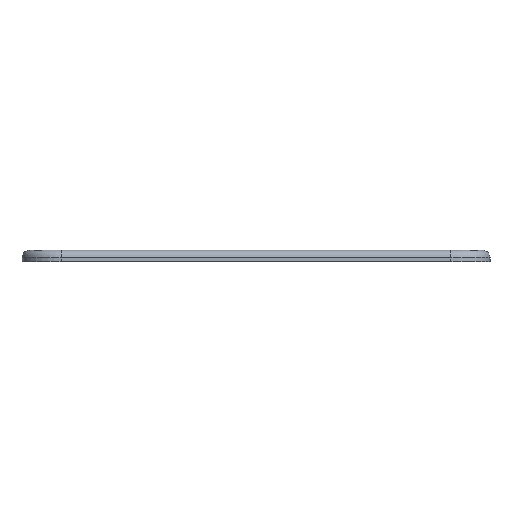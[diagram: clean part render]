
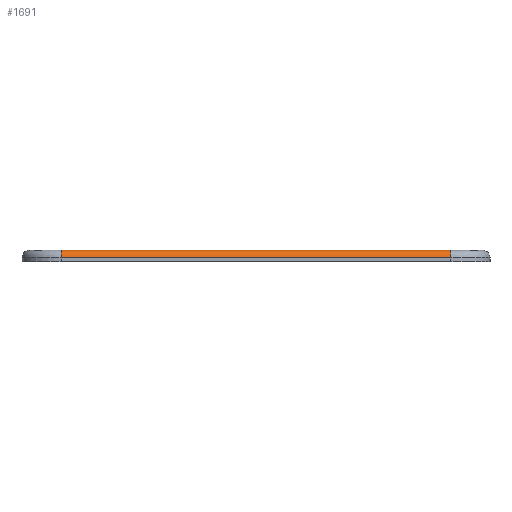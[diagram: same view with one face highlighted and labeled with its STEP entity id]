
A CAD part, front view. The second image highlights one B-rep face of the part: STEP entity #1691.
In plain terms, the highlighted cylindrical face has radius 2 mm (diameter 4 mm), a partial arc.
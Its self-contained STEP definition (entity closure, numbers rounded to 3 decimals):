
#116=LINE('',#2379,#321);
#246=LINE('',#2690,#451);
#321=VECTOR('',#1918,10.);
#451=VECTOR('',#2096,10.);
#526=CYLINDRICAL_SURFACE('',#1804,2.);
#544=FACE_OUTER_BOUND('',#659,.T.);
#659=EDGE_LOOP('',(#1363,#1364,#1365,#1366));
#761=CIRCLE('',#1802,2.);
#762=CIRCLE('',#1805,2.);
#788=VERTEX_POINT('',#2376);
#789=VERTEX_POINT('',#2378);
#929=VERTEX_POINT('',#2683);
#930=VERTEX_POINT('',#2689);
#952=EDGE_CURVE('',#789,#788,#116,.T.);
#1099=EDGE_CURVE('',#929,#788,#761,.T.);
#1101=EDGE_CURVE('',#929,#930,#246,.T.);
#1102=EDGE_CURVE('',#789,#930,#762,.T.);
#1363=ORIENTED_EDGE('',*,*,#1099,.F.);
#1364=ORIENTED_EDGE('',*,*,#1101,.T.);
#1365=ORIENTED_EDGE('',*,*,#1102,.F.);
#1366=ORIENTED_EDGE('',*,*,#952,.T.);
#1691=ADVANCED_FACE('',(#544),#526,.T.);
#1802=AXIS2_PLACEMENT_3D('',#2685,#2089,#2090);
#1804=AXIS2_PLACEMENT_3D('',#2688,#2094,#2095);
#1805=AXIS2_PLACEMENT_3D('',#2691,#2097,#2098);
#1918=DIRECTION('',(-1.,0.,0.));
#2089=DIRECTION('center_axis',(-1.,0.,0.));
#2090=DIRECTION('ref_axis',(0.,-1.,0.));
#2094=DIRECTION('center_axis',(1.,0.,0.));
#2095=DIRECTION('ref_axis',(0.,-0.707,0.707));
#2096=DIRECTION('',(1.,0.,0.));
#2097=DIRECTION('center_axis',(1.,0.,0.));
#2098=DIRECTION('ref_axis',(0.,0.,1.));
#2376=CARTESIAN_POINT('',(-212.864,114.253,16.));
#2378=CARTESIAN_POINT('',(-113.444,114.253,16.));
#2379=CARTESIAN_POINT('',(-193.009,114.253,16.));
#2683=CARTESIAN_POINT('',(-212.864,112.253,14.));
#2685=CARTESIAN_POINT('Origin',(-212.864,114.253,14.));
#2688=CARTESIAN_POINT('Origin',(-193.009,114.253,14.));
#2689=CARTESIAN_POINT('',(-113.444,112.253,14.));
#2690=CARTESIAN_POINT('',(-193.009,112.253,14.));
#2691=CARTESIAN_POINT('Origin',(-113.444,114.253,14.));
